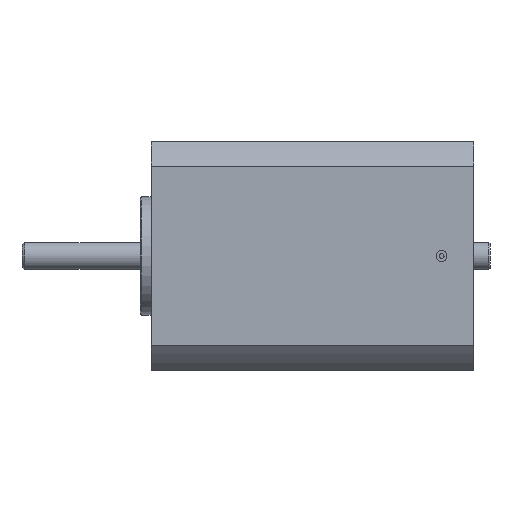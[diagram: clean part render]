
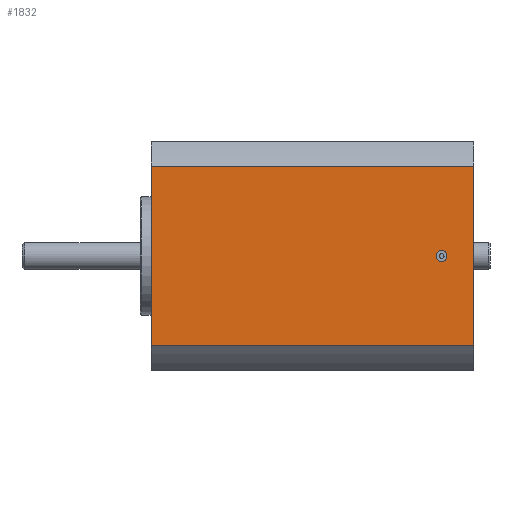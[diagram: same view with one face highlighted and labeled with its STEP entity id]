
A CAD part, front view. The second image highlights one B-rep face of the part: STEP entity #1832.
In plain terms, the highlighted planar face has unit normal (0, -1, 0).
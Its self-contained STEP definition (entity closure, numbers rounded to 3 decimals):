
#10 = CARTESIAN_POINT ( 'NONE',  ( 60., -21.25, 16.656 ) ) ;
#19 = CARTESIAN_POINT ( 'NONE',  ( 54., -21.25, 1. ) ) ;
#72 = CARTESIAN_POINT ( 'NONE',  ( 0., -21.25, 16.656 ) ) ;
#180 = CARTESIAN_POINT ( 'NONE',  ( 60., -21.25, 16.656 ) ) ;
#255 = EDGE_CURVE ( 'NONE', #1355, #949, #705, .T. ) ;
#324 = ORIENTED_EDGE ( 'NONE', *, *, #1673, .F. ) ;
#405 = VECTOR ( 'NONE', #1404, 1000. ) ;
#437 = VERTEX_POINT ( 'NONE', #1044 ) ;
#491 = ORIENTED_EDGE ( 'NONE', *, *, #1916, .F. ) ;
#578 = VERTEX_POINT ( 'NONE', #19 ) ;
#594 = LINE ( 'NONE', #850, #1480 ) ;
#662 = CARTESIAN_POINT ( 'NONE',  ( 54., -21.25, -1. ) ) ;
#705 = LINE ( 'NONE', #821, #2047 ) ;
#716 = PLANE ( 'NONE',  #1476 ) ;
#755 = VERTEX_POINT ( 'NONE', #72 ) ;
#821 = CARTESIAN_POINT ( 'NONE',  ( 60., -21.25, 16.656 ) ) ;
#850 = CARTESIAN_POINT ( 'NONE',  ( 0., -21.25, 16.656 ) ) ;
#905 = FACE_BOUND ( 'NONE', #2091, .T. ) ;
#921 = DIRECTION ( 'NONE',  ( 0., 0., 1. ) ) ;
#931 = FACE_OUTER_BOUND ( 'NONE', #944, .T. ) ;
#944 = EDGE_LOOP ( 'NONE', ( #1456, #2182, #2003, #1218 ) ) ;
#949 = VERTEX_POINT ( 'NONE', #1380 ) ;
#1044 = CARTESIAN_POINT ( 'NONE',  ( 0., -21.25, -16.656 ) ) ;
#1045 = DIRECTION ( 'NONE',  ( 0., -1., 0. ) ) ;
#1048 = LINE ( 'NONE', #180, #405 ) ;
#1052 = CARTESIAN_POINT ( 'NONE',  ( 54., -21.25, 0. ) ) ;
#1088 = CIRCLE ( 'NONE', #1226, 1. ) ;
#1107 = CARTESIAN_POINT ( 'NONE',  ( 60., -21.25, 16.656 ) ) ;
#1113 = CARTESIAN_POINT ( 'NONE',  ( 54., -21.25, 0. ) ) ;
#1129 = VERTEX_POINT ( 'NONE', #662 ) ;
#1211 = DIRECTION ( 'NONE',  ( 0., 0., 1. ) ) ;
#1218 = ORIENTED_EDGE ( 'NONE', *, *, #2271, .T. ) ;
#1226 = AXIS2_PLACEMENT_3D ( 'NONE', #1052, #1045, #1211 ) ;
#1260 = LINE ( 'NONE', #2024, #1645 ) ;
#1313 = DIRECTION ( 'NONE',  ( -1., 0., 0. ) ) ;
#1355 = VERTEX_POINT ( 'NONE', #1107 ) ;
#1380 = CARTESIAN_POINT ( 'NONE',  ( 60., -21.25, -16.656 ) ) ;
#1404 = DIRECTION ( 'NONE',  ( -1., 0., 0. ) ) ;
#1456 = ORIENTED_EDGE ( 'NONE', *, *, #2255, .T. ) ;
#1476 = AXIS2_PLACEMENT_3D ( 'NONE', #10, #1943, #921 ) ;
#1480 = VECTOR ( 'NONE', #2068, 1000. ) ;
#1513 = DIRECTION ( 'NONE',  ( 0., 0., -1. ) ) ;
#1560 = CIRCLE ( 'NONE', #1988, 1. ) ;
#1645 = VECTOR ( 'NONE', #1313, 1000. ) ;
#1673 = EDGE_CURVE ( 'NONE', #1129, #578, #1088, .T. ) ;
#1831 = DIRECTION ( 'NONE',  ( 0., 0., 1. ) ) ;
#1832 = ADVANCED_FACE ( 'NONE', ( #931, #905 ), #716, .F. ) ;
#1916 = EDGE_CURVE ( 'NONE', #578, #1129, #1560, .T. ) ;
#1943 = DIRECTION ( 'NONE',  ( 0., 1., 0. ) ) ;
#1988 = AXIS2_PLACEMENT_3D ( 'NONE', #1113, #2001, #1831 ) ;
#2001 = DIRECTION ( 'NONE',  ( 0., -1., 0. ) ) ;
#2003 = ORIENTED_EDGE ( 'NONE', *, *, #255, .F. ) ;
#2024 = CARTESIAN_POINT ( 'NONE',  ( 60., -21.25, -16.656 ) ) ;
#2047 = VECTOR ( 'NONE', #1513, 1000. ) ;
#2068 = DIRECTION ( 'NONE',  ( 0., 0., -1. ) ) ;
#2069 = EDGE_CURVE ( 'NONE', #949, #437, #1260, .T. ) ;
#2091 = EDGE_LOOP ( 'NONE', ( #491, #324 ) ) ;
#2182 = ORIENTED_EDGE ( 'NONE', *, *, #2069, .F. ) ;
#2255 = EDGE_CURVE ( 'NONE', #755, #437, #594, .T. ) ;
#2271 = EDGE_CURVE ( 'NONE', #1355, #755, #1048, .T. ) ;
